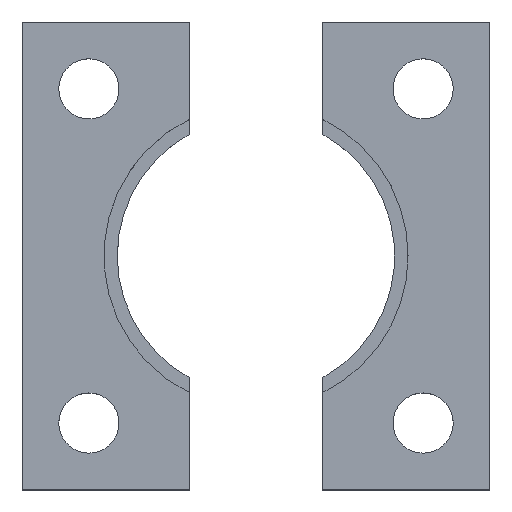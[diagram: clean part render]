
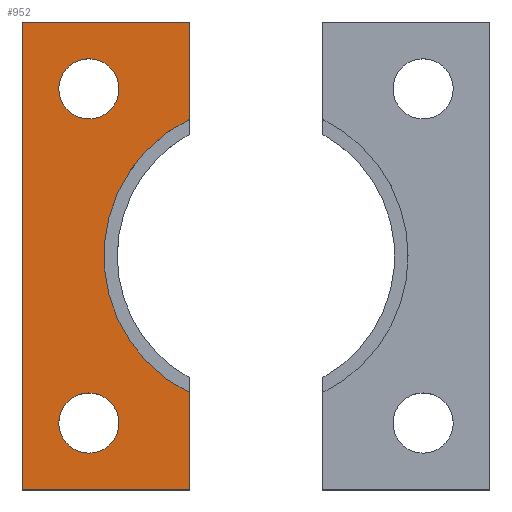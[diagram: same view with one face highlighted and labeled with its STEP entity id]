
A CAD part, top view. The second image highlights one B-rep face of the part: STEP entity #952.
In plain terms, the highlighted planar face has unit normal (0, 0, 1).
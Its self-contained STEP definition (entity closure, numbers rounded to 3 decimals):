
#17 = CARTESIAN_POINT ( 'NONE',  ( -35., -35., 7. ) ) ;
#30 = EDGE_LOOP ( 'NONE', ( #239, #244, #620, #739, #141, #120 ) ) ;
#59 = VERTEX_POINT ( 'NONE', #536 ) ;
#74 = LINE ( 'NONE', #653, #238 ) ;
#85 = LINE ( 'NONE', #258, #482 ) ;
#120 = ORIENTED_EDGE ( 'NONE', *, *, #628, .T. ) ;
#139 = CIRCLE ( 'NONE', #233, 4.5 ) ;
#141 = ORIENTED_EDGE ( 'NONE', *, *, #1007, .T. ) ;
#151 = ORIENTED_EDGE ( 'NONE', *, *, #778, .F. ) ;
#162 = DIRECTION ( 'NONE',  ( 0., 0., 1. ) ) ;
#177 = CARTESIAN_POINT ( 'NONE',  ( 0., 0., 7. ) ) ;
#191 = AXIS2_PLACEMENT_3D ( 'NONE', #645, #804, #337 ) ;
#198 = VECTOR ( 'NONE', #305, 1000. ) ;
#215 = AXIS2_PLACEMENT_3D ( 'NONE', #177, #357, #400 ) ;
#227 = AXIS2_PLACEMENT_3D ( 'NONE', #842, #601, #754 ) ;
#230 = AXIS2_PLACEMENT_3D ( 'NONE', #878, #412, #946 ) ;
#232 = CARTESIAN_POINT ( 'NONE',  ( -20.5, 25., 7. ) ) ;
#233 = AXIS2_PLACEMENT_3D ( 'NONE', #642, #162, #725 ) ;
#238 = VECTOR ( 'NONE', #262, 1000. ) ;
#239 = ORIENTED_EDGE ( 'NONE', *, *, #414, .F. ) ;
#244 = ORIENTED_EDGE ( 'NONE', *, *, #704, .T. ) ;
#258 = CARTESIAN_POINT ( 'NONE',  ( -10., -35., 7. ) ) ;
#262 = DIRECTION ( 'NONE',  ( -1., 0., 0. ) ) ;
#305 = DIRECTION ( 'NONE',  ( 0., 1., 0. ) ) ;
#337 = DIRECTION ( 'NONE',  ( 1., 0., 0. ) ) ;
#339 = DIRECTION ( 'NONE',  ( 1., 0., 0. ) ) ;
#341 = EDGE_CURVE ( 'NONE', #766, #59, #405, .T. ) ;
#345 = DIRECTION ( 'NONE',  ( 0., 1., 0. ) ) ;
#357 = DIRECTION ( 'NONE',  ( 0., 0., 1. ) ) ;
#358 = CIRCLE ( 'NONE', #230, 4.5 ) ;
#363 = ORIENTED_EDGE ( 'NONE', *, *, #919, .F. ) ;
#366 = CARTESIAN_POINT ( 'NONE',  ( -10., 35., 7. ) ) ;
#374 = VERTEX_POINT ( 'NONE', #366 ) ;
#400 = DIRECTION ( 'NONE',  ( 1., 0., 0. ) ) ;
#405 = CIRCLE ( 'NONE', #227, 4.5 ) ;
#412 = DIRECTION ( 'NONE',  ( 0., 0., 1. ) ) ;
#414 = EDGE_CURVE ( 'NONE', #810, #445, #458, .T. ) ;
#429 = DIRECTION ( 'NONE',  ( 0., -1., 0. ) ) ;
#430 = VECTOR ( 'NONE', #345, 1000. ) ;
#434 = CARTESIAN_POINT ( 'NONE',  ( -29.5, -25., 7. ) ) ;
#442 = CARTESIAN_POINT ( 'NONE',  ( -25., -25., 7. ) ) ;
#445 = VERTEX_POINT ( 'NONE', #859 ) ;
#457 = LINE ( 'NONE', #960, #430 ) ;
#458 = CIRCLE ( 'NONE', #215, 22.75 ) ;
#482 = VECTOR ( 'NONE', #339, 1000. ) ;
#495 = CARTESIAN_POINT ( 'NONE',  ( -29.5, 25., 7. ) ) ;
#516 = DIRECTION ( 'NONE',  ( 1., 0., 0. ) ) ;
#523 = CARTESIAN_POINT ( 'NONE',  ( -35., 35., 7. ) ) ;
#524 = CARTESIAN_POINT ( 'NONE',  ( -10., -35., 7. ) ) ;
#525 = AXIS2_PLACEMENT_3D ( 'NONE', #442, #980, #516 ) ;
#533 = ORIENTED_EDGE ( 'NONE', *, *, #917, .F. ) ;
#536 = CARTESIAN_POINT ( 'NONE',  ( -20.5, -25., 7. ) ) ;
#559 = FACE_BOUND ( 'NONE', #698, .T. ) ;
#573 = VERTEX_POINT ( 'NONE', #232 ) ;
#584 = VECTOR ( 'NONE', #429, 1000. ) ;
#601 = DIRECTION ( 'NONE',  ( 0., 0., 1. ) ) ;
#603 = CARTESIAN_POINT ( 'NONE',  ( -35., -35., 7. ) ) ;
#620 = ORIENTED_EDGE ( 'NONE', *, *, #696, .T. ) ;
#628 = EDGE_CURVE ( 'NONE', #824, #445, #646, .T. ) ;
#641 = EDGE_LOOP ( 'NONE', ( #363, #533 ) ) ;
#642 = CARTESIAN_POINT ( 'NONE',  ( -25., 25., 7. ) ) ;
#645 = CARTESIAN_POINT ( 'NONE',  ( 0., 0., 7. ) ) ;
#646 = LINE ( 'NONE', #922, #198 ) ;
#653 = CARTESIAN_POINT ( 'NONE',  ( -10., 35., 7. ) ) ;
#677 = VERTEX_POINT ( 'NONE', #523 ) ;
#686 = CIRCLE ( 'NONE', #525, 4.5 ) ;
#696 = EDGE_CURVE ( 'NONE', #374, #677, #74, .T. ) ;
#698 = EDGE_LOOP ( 'NONE', ( #813, #151 ) ) ;
#704 = EDGE_CURVE ( 'NONE', #810, #374, #457, .T. ) ;
#709 = VERTEX_POINT ( 'NONE', #495 ) ;
#723 = EDGE_CURVE ( 'NONE', #677, #814, #797, .T. ) ;
#724 = FACE_BOUND ( 'NONE', #641, .T. ) ;
#725 = DIRECTION ( 'NONE',  ( 1., 0., 0. ) ) ;
#727 = PLANE ( 'NONE',  #191 ) ;
#739 = ORIENTED_EDGE ( 'NONE', *, *, #723, .T. ) ;
#745 = FACE_OUTER_BOUND ( 'NONE', #30, .T. ) ;
#754 = DIRECTION ( 'NONE',  ( 1., 0., 0. ) ) ;
#758 = CARTESIAN_POINT ( 'NONE',  ( -10., 20.434, 7. ) ) ;
#766 = VERTEX_POINT ( 'NONE', #434 ) ;
#778 = EDGE_CURVE ( 'NONE', #59, #766, #686, .T. ) ;
#797 = LINE ( 'NONE', #17, #584 ) ;
#804 = DIRECTION ( 'NONE',  ( 0., 0., 1. ) ) ;
#810 = VERTEX_POINT ( 'NONE', #758 ) ;
#813 = ORIENTED_EDGE ( 'NONE', *, *, #341, .F. ) ;
#814 = VERTEX_POINT ( 'NONE', #603 ) ;
#824 = VERTEX_POINT ( 'NONE', #524 ) ;
#842 = CARTESIAN_POINT ( 'NONE',  ( -25., -25., 7. ) ) ;
#859 = CARTESIAN_POINT ( 'NONE',  ( -10., -20.434, 7. ) ) ;
#878 = CARTESIAN_POINT ( 'NONE',  ( -25., 25., 7. ) ) ;
#917 = EDGE_CURVE ( 'NONE', #573, #709, #139, .T. ) ;
#919 = EDGE_CURVE ( 'NONE', #709, #573, #358, .T. ) ;
#922 = CARTESIAN_POINT ( 'NONE',  ( -10., -35., 7. ) ) ;
#946 = DIRECTION ( 'NONE',  ( 1., 0., 0. ) ) ;
#952 = ADVANCED_FACE ( 'NONE', ( #745, #724, #559 ), #727, .T. ) ;
#960 = CARTESIAN_POINT ( 'NONE',  ( -10., 18.181, 7. ) ) ;
#980 = DIRECTION ( 'NONE',  ( 0., 0., 1. ) ) ;
#1007 = EDGE_CURVE ( 'NONE', #814, #824, #85, .T. ) ;
